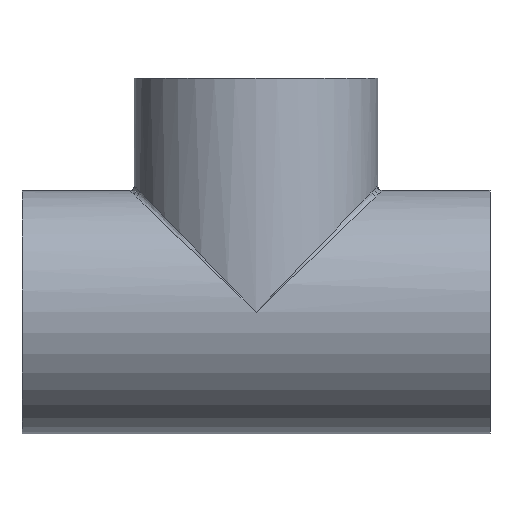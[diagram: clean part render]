
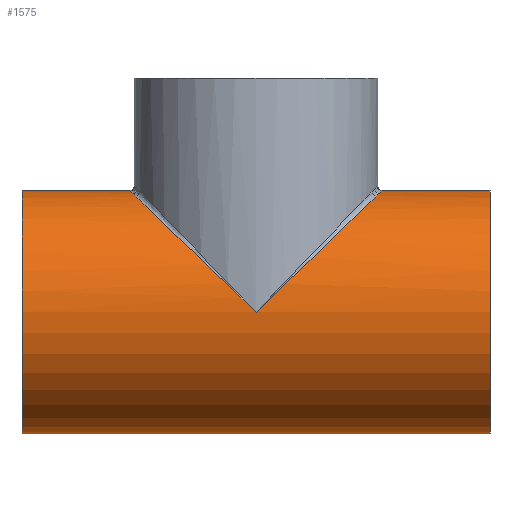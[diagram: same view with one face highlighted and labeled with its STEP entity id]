
A CAD part, front view. The second image highlights one B-rep face of the part: STEP entity #1575.
In plain terms, the highlighted cylindrical face has radius 52 mm (diameter 104 mm), a full revolution.
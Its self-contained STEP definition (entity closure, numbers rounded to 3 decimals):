
#1231=CARTESIAN_POINT('',(0.0,52.,0.0));
#1232=VERTEX_POINT('',#1231);
#1233=CARTESIAN_POINT('',(0.0,-52.,0.0));
#1234=VERTEX_POINT('',#1233);
#1235=CARTESIAN_POINT('',(0.0,0.0,0.0));
#1236=DIRECTION('',(0.694,0.0,0.72));
#1237=DIRECTION('',(-0.72,0.0,0.694));
#1238=AXIS2_PLACEMENT_3D('',#1235,#1236,#1237);
#1239=ELLIPSE('',#1238,74.967,52.);
#1240=EDGE_CURVE('',#1232,#1234,#1239,.T.);
#1473=CARTESIAN_POINT('',(0.0,0.0,0.0));
#1474=DIRECTION('',(-0.694,0.0,0.72));
#1475=DIRECTION('',(0.72,0.0,0.694));
#1476=AXIS2_PLACEMENT_3D('',#1473,#1474,#1475);
#1477=ELLIPSE('',#1476,74.967,52.);
#1478=EDGE_CURVE('',#1234,#1232,#1477,.T.);
#1544=CARTESIAN_POINT('',(0.0,0.0,0.0));
#1545=DIRECTION('',(-1.0,0.0,0.0));
#1546=DIRECTION('',(0.0,-1.0,0.0));
#1547=AXIS2_PLACEMENT_3D('',#1544,#1545,#1546);
#1548=CYLINDRICAL_SURFACE('',#1547,52.);
#1549=CARTESIAN_POINT('',(-100.0,-52.,0.0));
#1550=VERTEX_POINT('',#1549);
#1551=CARTESIAN_POINT('',(-100.0,0.0,0.0));
#1552=DIRECTION('',(-1.0,0.0,0.0));
#1553=DIRECTION('',(0.0,-1.0,0.0));
#1554=AXIS2_PLACEMENT_3D('',#1551,#1552,#1553);
#1555=CIRCLE('',#1554,52.);
#1556=EDGE_CURVE('',#1550,#1550,#1555,.T.);
#1557=ORIENTED_EDGE('',*,*,#1556,.F.);
#1558=EDGE_LOOP('',(#1557));
#1559=FACE_OUTER_BOUND('',#1558,.T.);
#1560=ORIENTED_EDGE('',*,*,#1240,.F.);
#1561=ORIENTED_EDGE('',*,*,#1478,.F.);
#1562=EDGE_LOOP('',(#1560,#1561));
#1563=FACE_BOUND('',#1562,.T.);
#1564=CARTESIAN_POINT('',(100.0,-52.,0.0));
#1565=VERTEX_POINT('',#1564);
#1566=CARTESIAN_POINT('',(100.0,0.0,0.0));
#1567=DIRECTION('',(-1.0,0.0,0.0));
#1568=DIRECTION('',(0.0,-1.0,0.0));
#1569=AXIS2_PLACEMENT_3D('',#1566,#1567,#1568);
#1570=CIRCLE('',#1569,52.);
#1571=EDGE_CURVE('',#1565,#1565,#1570,.T.);
#1572=ORIENTED_EDGE('',*,*,#1571,.T.);
#1573=EDGE_LOOP('',(#1572));
#1574=FACE_BOUND('',#1573,.T.);
#1575=ADVANCED_FACE('',(#1559,#1563,#1574),#1548,.T.);
